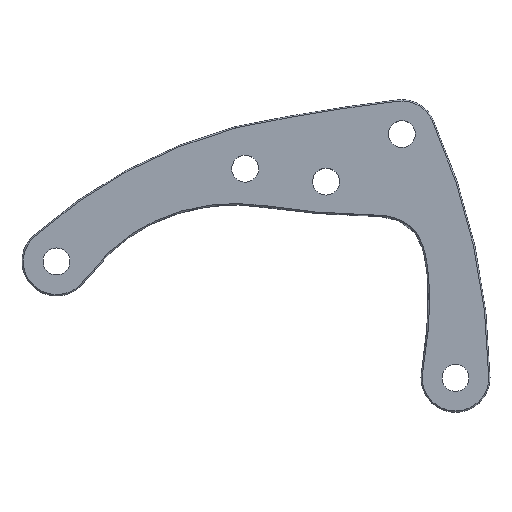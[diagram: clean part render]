
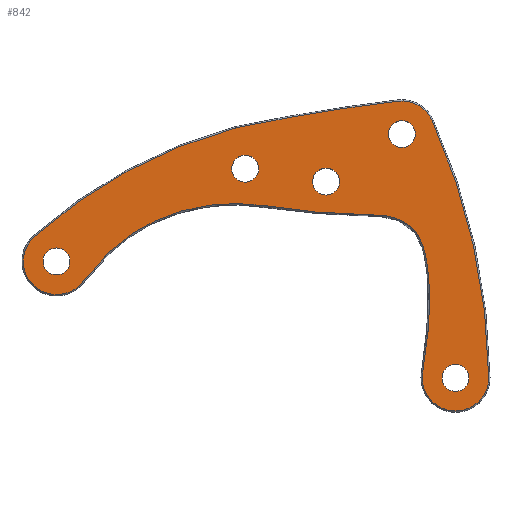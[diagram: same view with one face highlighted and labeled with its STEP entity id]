
A CAD part, top view. The second image highlights one B-rep face of the part: STEP entity #842.
In plain terms, the highlighted planar face has unit normal (0, 0, 1).
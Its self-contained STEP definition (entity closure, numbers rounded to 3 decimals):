
#139=CARTESIAN_POINT('',(60.,-92.,18.));
#140=DIRECTION('',(0.,0.,-1.));
#141=DIRECTION('',(1.,0.,0.));
#142=AXIS2_PLACEMENT_3D('',#139,#140,#141);
#144=CARTESIAN_POINT('',(60.,-92.,18.));
#145=DIRECTION('',(0.,0.,-1.));
#146=DIRECTION('',(-1.,0.,0.));
#147=AXIS2_PLACEMENT_3D('',#144,#145,#146);
#149=CARTESIAN_POINT('',(-125.,-38.,18.));
#150=DIRECTION('',(0.,0.,-1.));
#151=DIRECTION('',(1.,0.,0.));
#152=AXIS2_PLACEMENT_3D('',#149,#150,#151);
#154=CARTESIAN_POINT('',(-125.,-38.,18.));
#155=DIRECTION('',(0.,0.,-1.));
#156=DIRECTION('',(-1.,0.,0.));
#157=AXIS2_PLACEMENT_3D('',#154,#155,#156);
#159=CARTESIAN_POINT('',(-37.5,5.,18.));
#160=DIRECTION('',(0.,0.,-1.));
#161=DIRECTION('',(1.,0.,0.));
#162=AXIS2_PLACEMENT_3D('',#159,#160,#161);
#164=CARTESIAN_POINT('',(-37.5,5.,18.));
#165=DIRECTION('',(0.,0.,-1.));
#166=DIRECTION('',(-1.,0.,0.));
#167=AXIS2_PLACEMENT_3D('',#164,#165,#166);
#169=CARTESIAN_POINT('',(35.1,21.,18.));
#170=DIRECTION('',(0.,0.,-1.));
#171=DIRECTION('',(1.,0.,0.));
#172=AXIS2_PLACEMENT_3D('',#169,#170,#171);
#174=CARTESIAN_POINT('',(35.1,21.,18.));
#175=DIRECTION('',(0.,0.,-1.));
#176=DIRECTION('',(-1.,0.,0.));
#177=AXIS2_PLACEMENT_3D('',#174,#175,#176);
#179=CARTESIAN_POINT('',(0.,-1.,18.));
#180=DIRECTION('',(0.,0.,-1.));
#181=DIRECTION('',(1.,0.,0.));
#182=AXIS2_PLACEMENT_3D('',#179,#180,#181);
#184=CARTESIAN_POINT('',(0.,-1.,18.));
#185=DIRECTION('',(0.,0.,-1.));
#186=DIRECTION('',(-1.,0.,0.));
#187=AXIS2_PLACEMENT_3D('',#184,#185,#186);
#189=CARTESIAN_POINT('',(60.,-92.,18.));
#190=DIRECTION('',(0.,0.,1.));
#191=DIRECTION('',(-0.984,0.177,0.));
#192=AXIS2_PLACEMENT_3D('',#189,#190,#191);
#194=CARTESIAN_POINT('',(-112.722,-47.296,18.));
#195=CARTESIAN_POINT('',(-110.942,-44.944,18.));
#196=CARTESIAN_POINT('',(-107.113,-40.284,18.));
#197=CARTESIAN_POINT('',(-101.348,-34.33,18.));
#198=CARTESIAN_POINT('',(-95.522,-29.224,18.));
#199=CARTESIAN_POINT('',(-89.893,-25.079,18.));
#200=CARTESIAN_POINT('',(-84.277,-21.639,18.));
#201=CARTESIAN_POINT('',(-78.182,-18.597,18.));
#202=CARTESIAN_POINT('',(-71.505,-15.951,18.));
#203=CARTESIAN_POINT('',(-64.405,-13.821,18.));
#204=CARTESIAN_POINT('',(-57.016,-12.264,18.));
#205=CARTESIAN_POINT('',(-49.438,-11.331,18.));
#206=CARTESIAN_POINT('',(-42.167,-11.046,18.));
#207=CARTESIAN_POINT('',(-34.751,-11.374,18.));
#208=CARTESIAN_POINT('',(-26.173,-12.361,18.));
#209=CARTESIAN_POINT('',(-16.996,-13.721,18.));
#210=CARTESIAN_POINT('',(-8.712,-14.79,18.));
#211=CARTESIAN_POINT('',(-1.438,-15.395,18.));
#212=CARTESIAN_POINT('',(5.058,-15.557,18.));
#213=CARTESIAN_POINT('',(10.853,-15.586,18.));
#214=CARTESIAN_POINT('',(16.068,-15.668,18.));
#215=CARTESIAN_POINT('',(20.779,-15.893,18.));
#216=CARTESIAN_POINT('',(24.992,-16.315,18.));
#217=CARTESIAN_POINT('',(28.698,-16.955,18.));
#218=CARTESIAN_POINT('',(31.902,-17.811,18.));
#219=CARTESIAN_POINT('',(34.616,-18.856,18.));
#220=CARTESIAN_POINT('',(36.855,-20.037,18.));
#221=CARTESIAN_POINT('',(38.713,-21.328,18.));
#222=CARTESIAN_POINT('',(40.295,-22.753,18.));
#223=CARTESIAN_POINT('',(41.632,-24.306,18.));
#224=CARTESIAN_POINT('',(42.855,-26.15,18.));
#225=CARTESIAN_POINT('',(44.012,-28.446,18.));
#226=CARTESIAN_POINT('',(45.044,-31.166,18.));
#227=CARTESIAN_POINT('',(45.941,-34.339,18.));
#228=CARTESIAN_POINT('',(46.705,-37.963,18.));
#229=CARTESIAN_POINT('',(47.333,-42.073,18.));
#230=CARTESIAN_POINT('',(47.793,-46.715,18.));
#231=CARTESIAN_POINT('',(48.056,-51.932,18.));
#232=CARTESIAN_POINT('',(48.089,-57.777,18.));
#233=CARTESIAN_POINT('',(47.855,-64.308,18.));
#234=CARTESIAN_POINT('',(47.299,-71.664,18.));
#235=CARTESIAN_POINT('',(46.386,-79.756,18.));
#236=CARTESIAN_POINT('',(45.395,-86.202,18.));
#237=CARTESIAN_POINT('',(44.843,-89.276,18.));
#239=CARTESIAN_POINT('',(-125.,-38.,18.));
#240=DIRECTION('',(0.,0.,1.));
#241=DIRECTION('',(-0.666,0.746,0.));
#242=AXIS2_PLACEMENT_3D('',#239,#240,#241);
#244=CARTESIAN_POINT('',(17.477,-197.676,18.));
#245=DIRECTION('',(0.,0.,1.));
#246=DIRECTION('',(-0.262,0.965,0.));
#247=AXIS2_PLACEMENT_3D('',#244,#245,#246);
#249=CARTESIAN_POINT('',(-37.5,5.,18.));
#250=DIRECTION('',(0.,0.,1.));
#251=DIRECTION('',(-0.205,0.979,0.));
#252=AXIS2_PLACEMENT_3D('',#249,#250,#251);
#254=CARTESIAN_POINT('',(137.773,-831.842,18.));
#255=DIRECTION('',(0.,0.,1.));
#256=DIRECTION('',(-0.12,0.993,0.));
#257=AXIS2_PLACEMENT_3D('',#254,#255,#256);
#259=CARTESIAN_POINT('',(35.1,21.,18.));
#260=DIRECTION('',(0.,0.,1.));
#261=DIRECTION('',(0.912,0.41,0.));
#262=AXIS2_PLACEMENT_3D('',#259,#260,#261);
#264=CARTESIAN_POINT('',(-223.98,-95.333,18.));
#265=DIRECTION('',(0.,0.,1.));
#266=DIRECTION('',(1.,0.012,0.));
#267=AXIS2_PLACEMENT_3D('',#264,#265,#266);
#591=CARTESIAN_POINT('',(66.25,-92.,18.));
#592=CARTESIAN_POINT('',(53.75,-92.,18.));
#593=VERTEX_POINT('',#591);
#594=VERTEX_POINT('',#592);
#595=CARTESIAN_POINT('',(-118.75,-38.,18.));
#596=CARTESIAN_POINT('',(-131.25,-38.,18.));
#597=VERTEX_POINT('',#595);
#598=VERTEX_POINT('',#596);
#599=CARTESIAN_POINT('',(-31.25,5.,18.));
#600=CARTESIAN_POINT('',(-43.75,5.,18.));
#601=VERTEX_POINT('',#599);
#602=VERTEX_POINT('',#600);
#603=CARTESIAN_POINT('',(41.35,21.,18.));
#604=CARTESIAN_POINT('',(28.85,21.,18.));
#605=VERTEX_POINT('',#603);
#606=VERTEX_POINT('',#604);
#669=CARTESIAN_POINT('',(44.843,-89.276,18.));
#670=CARTESIAN_POINT('',(75.399,-91.819,18.));
#671=VERTEX_POINT('',#669);
#672=VERTEX_POINT('',#670);
#677=CARTESIAN_POINT('',(49.149,27.308,18.));
#678=VERTEX_POINT('',#677);
#681=CARTESIAN_POINT('',(33.259,36.29,18.));
#682=VERTEX_POINT('',#681);
#685=CARTESIAN_POINT('',(-41.477,23.988,18.));
#686=VERTEX_POINT('',#685);
#689=CARTESIAN_POINT('',(-42.579,23.723,18.));
#690=VERTEX_POINT('',#689);
#693=CARTESIAN_POINT('',(-135.253,-26.509,18.));
#694=VERTEX_POINT('',#693);
#697=CARTESIAN_POINT('',(-112.722,-47.296,18.));
#698=VERTEX_POINT('',#697);
#705=CARTESIAN_POINT('',(6.25,-1.,18.));
#706=CARTESIAN_POINT('',(-6.25,-1.,18.));
#707=VERTEX_POINT('',#705);
#708=VERTEX_POINT('',#706);
#791=CARTESIAN_POINT('',(0.,0.,18.));
#792=DIRECTION('',(0.,0.,1.));
#793=DIRECTION('',(1.,0.,0.));
#794=AXIS2_PLACEMENT_3D('',#791,#792,#793);
#795=PLANE('',#794);
#797=ORIENTED_EDGE('',*,*,#796,.F.);
#799=ORIENTED_EDGE('',*,*,#798,.F.);
#801=ORIENTED_EDGE('',*,*,#800,.F.);
#803=ORIENTED_EDGE('',*,*,#802,.F.);
#805=ORIENTED_EDGE('',*,*,#804,.F.);
#807=ORIENTED_EDGE('',*,*,#806,.F.);
#809=ORIENTED_EDGE('',*,*,#808,.F.);
#811=ORIENTED_EDGE('',*,*,#810,.F.);
#812=EDGE_LOOP('',(#797,#799,#801,#803,#805,#807,#809,#811));
#813=FACE_OUTER_BOUND('',#812,.F.);
#815=ORIENTED_EDGE('',*,*,#814,.F.);
#817=ORIENTED_EDGE('',*,*,#816,.F.);
#818=EDGE_LOOP('',(#815,#817));
#819=FACE_BOUND('',#818,.F.);
#821=ORIENTED_EDGE('',*,*,#820,.F.);
#823=ORIENTED_EDGE('',*,*,#822,.F.);
#824=EDGE_LOOP('',(#821,#823));
#825=FACE_BOUND('',#824,.F.);
#827=ORIENTED_EDGE('',*,*,#826,.F.);
#829=ORIENTED_EDGE('',*,*,#828,.F.);
#830=EDGE_LOOP('',(#827,#829));
#831=FACE_BOUND('',#830,.F.);
#833=ORIENTED_EDGE('',*,*,#832,.F.);
#835=ORIENTED_EDGE('',*,*,#834,.F.);
#836=EDGE_LOOP('',(#833,#835));
#837=FACE_BOUND('',#836,.F.);
#838=ORIENTED_EDGE('',*,*,#771,.F.);
#839=ORIENTED_EDGE('',*,*,#785,.F.);
#840=EDGE_LOOP('',(#838,#839));
#841=FACE_BOUND('',#840,.F.);
#842=ADVANCED_FACE('',(#813,#819,#825,#831,#837,#841),#795,.T.);
#143=CIRCLE('',#142,6.25);
#148=CIRCLE('',#147,6.25);
#153=CIRCLE('',#152,6.25);
#158=CIRCLE('',#157,6.25);
#163=CIRCLE('',#162,6.25);
#168=CIRCLE('',#167,6.25);
#173=CIRCLE('',#172,6.25);
#178=CIRCLE('',#177,6.25);
#183=CIRCLE('',#182,6.25);
#188=CIRCLE('',#187,6.25);
#193=CIRCLE('',#192,15.4);
#238=B_SPLINE_CURVE_WITH_KNOTS('',3,(#194,#195,#196,#197,#198,#199,#200,#201,
#202,#203,#204,#205,#206,#207,#208,#209,#210,#211,#212,#213,#214,#215,#216,#217,
#218,#219,#220,#221,#222,#223,#224,#225,#226,#227,#228,#229,#230,#231,#232,#233,
#234,#235,#236,#237),.UNSPECIFIED.,.F.,.F.,(4,1,1,1,1,1,1,1,1,1,1,1,1,1,1,1,1,1,
1,1,1,1,1,1,1,1,1,1,1,1,1,1,1,1,1,1,1,1,1,1,1,4),(0.,0.024,
0.049,0.073,0.098,0.122,
0.146,0.171,0.195,0.22,
0.244,0.268,0.293,0.317,
0.341,0.366,0.39,0.415,
0.439,0.463,0.488,0.512,
0.537,0.561,0.585,0.61,
0.634,0.659,0.683,0.707,
0.732,0.756,0.78,0.805,
0.829,0.854,0.878,0.902,
0.927,0.951,0.976,1.),.UNSPECIFIED.);
#243=CIRCLE('',#242,15.4);
#248=CIRCLE('',#247,229.4);
#253=CIRCLE('',#252,19.4);
#258=CIRCLE('',#257,874.4);
#263=CIRCLE('',#262,15.4);
#268=CIRCLE('',#267,299.4);
#771=EDGE_CURVE('',#593,#594,#143,.T.);
#785=EDGE_CURVE('',#594,#593,#148,.T.);
#796=EDGE_CURVE('',#671,#672,#193,.T.);
#798=EDGE_CURVE('',#698,#671,#238,.T.);
#800=EDGE_CURVE('',#694,#698,#243,.T.);
#802=EDGE_CURVE('',#690,#694,#248,.T.);
#804=EDGE_CURVE('',#686,#690,#253,.T.);
#806=EDGE_CURVE('',#682,#686,#258,.T.);
#808=EDGE_CURVE('',#678,#682,#263,.T.);
#810=EDGE_CURVE('',#672,#678,#268,.T.);
#814=EDGE_CURVE('',#597,#598,#153,.T.);
#816=EDGE_CURVE('',#598,#597,#158,.T.);
#820=EDGE_CURVE('',#601,#602,#163,.T.);
#822=EDGE_CURVE('',#602,#601,#168,.T.);
#826=EDGE_CURVE('',#605,#606,#173,.T.);
#828=EDGE_CURVE('',#606,#605,#178,.T.);
#832=EDGE_CURVE('',#707,#708,#183,.T.);
#834=EDGE_CURVE('',#708,#707,#188,.T.);
